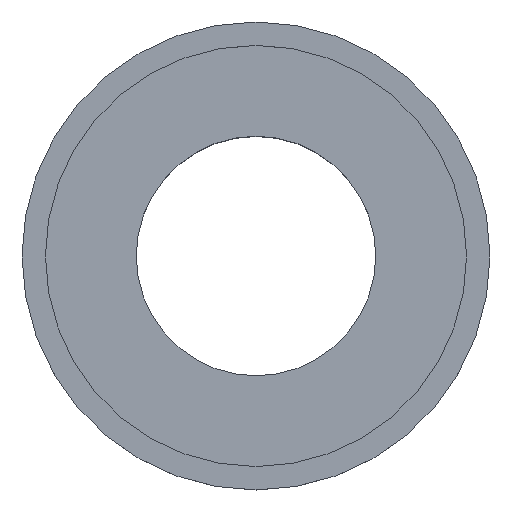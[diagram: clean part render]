
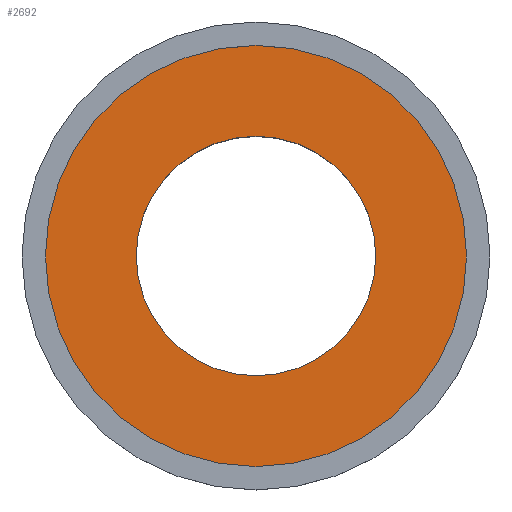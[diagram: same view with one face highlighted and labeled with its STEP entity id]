
A CAD part, top view. The second image highlights one B-rep face of the part: STEP entity #2692.
In plain terms, the highlighted face is planar.
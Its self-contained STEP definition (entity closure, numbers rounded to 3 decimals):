
#114 = CARTESIAN_POINT ( 'NONE',  ( -130.5, 4.5, 0. ) ) ;
#359 = EDGE_CURVE ( 'NONE', #365, #4935, #3364, .T. ) ;
#365 = VERTEX_POINT ( 'NONE', #3332 ) ;
#602 = EDGE_CURVE ( 'NONE', #3010, #4077, #4939, .T. ) ;
#691 = EDGE_LOOP ( 'NONE', ( #4605, #3240 ) ) ;
#879 = CARTESIAN_POINT ( 'NONE',  ( 0., 4.5, 0. ) ) ;
#1314 = DIRECTION ( 'NONE',  ( 0., 0., -1. ) ) ;
#1629 = DIRECTION ( 'NONE',  ( 0., 0., -1. ) ) ;
#1691 = DIRECTION ( 'NONE',  ( 0., -1., 0. ) ) ;
#1788 = DIRECTION ( 'NONE',  ( 0., 1., 0. ) ) ;
#1977 = EDGE_CURVE ( 'NONE', #4935, #365, #3256, .T. ) ;
#2054 = AXIS2_PLACEMENT_3D ( 'NONE', #114, #1788, #4701 ) ;
#2356 = CARTESIAN_POINT ( 'NONE',  ( 0., 4.5, 0. ) ) ;
#2692 = ADVANCED_FACE ( 'NONE', ( #2791, #5029 ), #3432, .F. ) ;
#2763 = DIRECTION ( 'NONE',  ( 0., 0., -1. ) ) ;
#2791 = FACE_BOUND ( 'NONE', #691, .T. ) ;
#2813 = CARTESIAN_POINT ( 'NONE',  ( 0., 4.5, -130.5 ) ) ;
#2973 = DIRECTION ( 'NONE',  ( 0., -1., 0. ) ) ;
#3010 = VERTEX_POINT ( 'NONE', #2813 ) ;
#3127 = AXIS2_PLACEMENT_3D ( 'NONE', #879, #3790, #1314 ) ;
#3240 = ORIENTED_EDGE ( 'NONE', *, *, #1977, .F. ) ;
#3256 = CIRCLE ( 'NONE', #3127, 74.2 ) ;
#3332 = CARTESIAN_POINT ( 'NONE',  ( 0., 4.5, -74.2 ) ) ;
#3364 = CIRCLE ( 'NONE', #4731, 74.2 ) ;
#3432 = PLANE ( 'NONE',  #2054 ) ;
#3441 = CARTESIAN_POINT ( 'NONE',  ( 0., 4.5, 130.5 ) ) ;
#3611 = CARTESIAN_POINT ( 'NONE',  ( 0., 4.5, 0. ) ) ;
#3621 = AXIS2_PLACEMENT_3D ( 'NONE', #3611, #2973, #1629 ) ;
#3686 = ORIENTED_EDGE ( 'NONE', *, *, #602, .T. ) ;
#3754 = ORIENTED_EDGE ( 'NONE', *, *, #5406, .T. ) ;
#3790 = DIRECTION ( 'NONE',  ( 0., -1., 0. ) ) ;
#3823 = CARTESIAN_POINT ( 'NONE',  ( 0., 4.5, 74.2 ) ) ;
#4077 = VERTEX_POINT ( 'NONE', #3441 ) ;
#4180 = CARTESIAN_POINT ( 'NONE',  ( 0., 4.5, 0. ) ) ;
#4565 = EDGE_LOOP ( 'NONE', ( #3686, #3754 ) ) ;
#4597 = DIRECTION ( 'NONE',  ( 0., 0., -1. ) ) ;
#4605 = ORIENTED_EDGE ( 'NONE', *, *, #359, .F. ) ;
#4701 = DIRECTION ( 'NONE',  ( 0., 0., 1. ) ) ;
#4731 = AXIS2_PLACEMENT_3D ( 'NONE', #4180, #1691, #4597 ) ;
#4935 = VERTEX_POINT ( 'NONE', #3823 ) ;
#4939 = CIRCLE ( 'NONE', #3621, 130.5 ) ;
#4982 = AXIS2_PLACEMENT_3D ( 'NONE', #2356, #5282, #2763 ) ;
#5029 = FACE_OUTER_BOUND ( 'NONE', #4565, .T. ) ;
#5282 = DIRECTION ( 'NONE',  ( 0., -1., 0. ) ) ;
#5283 = CIRCLE ( 'NONE', #4982, 130.5 ) ;
#5406 = EDGE_CURVE ( 'NONE', #4077, #3010, #5283, .T. ) ;
